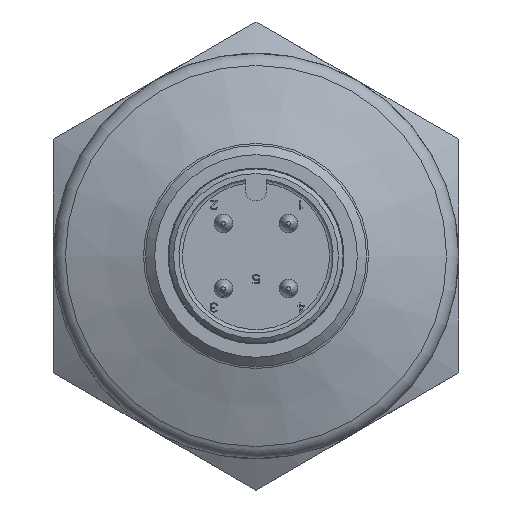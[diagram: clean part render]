
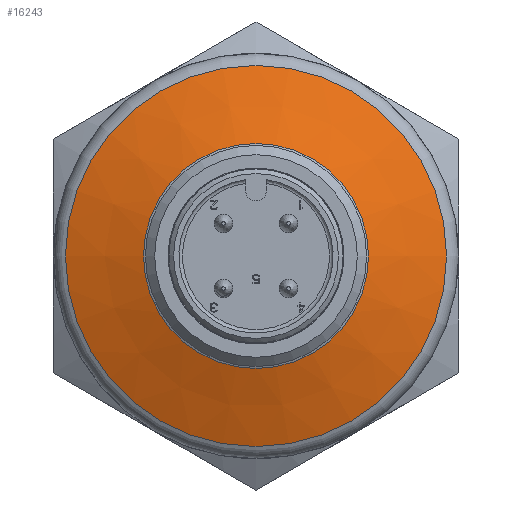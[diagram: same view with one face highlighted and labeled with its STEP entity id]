
A CAD part, front view. The second image highlights one B-rep face of the part: STEP entity #16243.
In plain terms, the highlighted conical face has half-angle 70 degrees and reference radius 5.45 mm.
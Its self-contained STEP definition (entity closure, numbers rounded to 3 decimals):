
#144=CONICAL_SURFACE('',#17094,5.45,1.222);
#1116=CIRCLE('',#17089,10.342);
#1117=CIRCLE('',#17095,6.108);
#4291=ORIENTED_EDGE('',*,*,#6175,.T.);
#4292=ORIENTED_EDGE('',*,*,#6158,.T.);
#6158=EDGE_CURVE('',#7336,#7336,#1116,.F.);
#6175=EDGE_CURVE('',#7345,#7345,#1117,.T.);
#7336=VERTEX_POINT('',#26750);
#7345=VERTEX_POINT('',#26809);
#9722=EDGE_LOOP('',(#4291));
#9723=EDGE_LOOP('',(#4292));
#10516=FACE_BOUND('',#9722,.T.);
#10517=FACE_BOUND('',#9723,.T.);
#16243=ADVANCED_FACE('',(#10516,#10517),#144,.T.);
#17089=AXIS2_PLACEMENT_3D('',#26749,#19558,#19559);
#17094=AXIS2_PLACEMENT_3D('',#26807,#19576,#19577);
#17095=AXIS2_PLACEMENT_3D('',#26808,#19578,#19579);
#19558=DIRECTION('',(0.,1.,0.));
#19559=DIRECTION('',(-1.,0.,0.));
#19576=DIRECTION('',(0.,1.,0.));
#19577=DIRECTION('',(-1.,0.,0.));
#19578=DIRECTION('',(0.,1.,0.));
#19579=DIRECTION('',(-1.,0.,0.));
#26749=CARTESIAN_POINT('',(0.,-42.119,0.));
#26750=CARTESIAN_POINT('',(-10.342,-42.119,0.));
#26807=CARTESIAN_POINT('',(0.,-43.9,0.));
#26808=CARTESIAN_POINT('',(0.,-43.661,0.));
#26809=CARTESIAN_POINT('',(-6.108,-43.661,0.));
